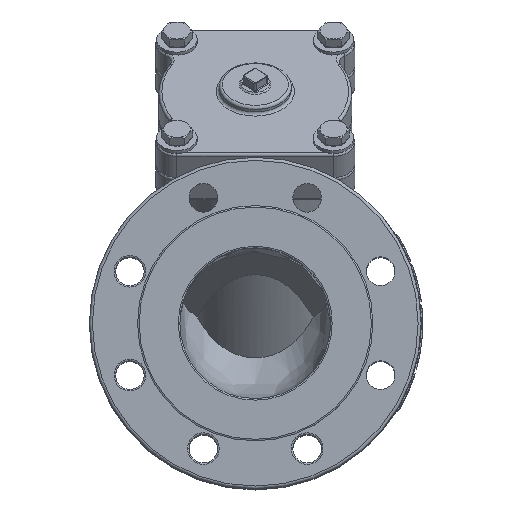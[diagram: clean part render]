
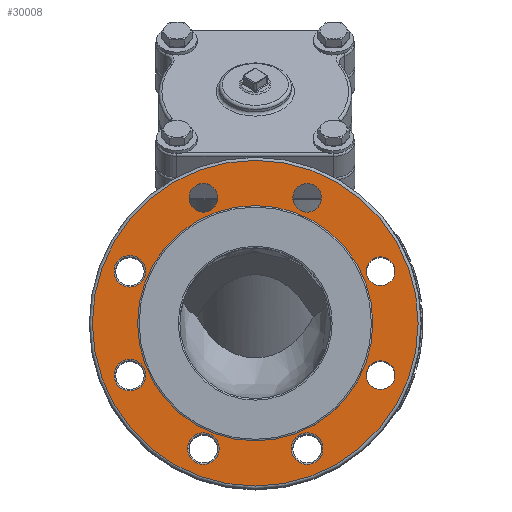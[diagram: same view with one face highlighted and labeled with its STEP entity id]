
A CAD part, top view. The second image highlights one B-rep face of the part: STEP entity #30008.
In plain terms, the highlighted planar face has unit normal (0, 0, 1).
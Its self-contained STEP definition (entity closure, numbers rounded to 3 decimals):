
#6653=FACE_BOUND('',#10016,.T.);
#6654=FACE_BOUND('',#10017,.T.);
#6655=FACE_BOUND('',#10018,.T.);
#6656=FACE_BOUND('',#10019,.T.);
#6657=FACE_BOUND('',#10020,.T.);
#6658=FACE_BOUND('',#10021,.T.);
#6659=FACE_BOUND('',#10022,.T.);
#6660=FACE_BOUND('',#10023,.T.);
#6661=FACE_BOUND('',#10024,.T.);
#8218=FACE_OUTER_BOUND('',#10015,.T.);
#10015=EDGE_LOOP('',(#25701));
#10016=EDGE_LOOP('',(#25702));
#10017=EDGE_LOOP('',(#25703));
#10018=EDGE_LOOP('',(#25704));
#10019=EDGE_LOOP('',(#25705));
#10020=EDGE_LOOP('',(#25706));
#10021=EDGE_LOOP('',(#25707));
#10022=EDGE_LOOP('',(#25708));
#10023=EDGE_LOOP('',(#25709));
#10024=EDGE_LOOP('',(#25710));
#10780=CIRCLE('',#31459,10.5);
#10781=CIRCLE('',#31461,108.);
#10782=CIRCLE('',#31462,10.5);
#10783=CIRCLE('',#31463,10.5);
#10784=CIRCLE('',#31464,78.);
#10785=CIRCLE('',#31465,9.5);
#10786=CIRCLE('',#31466,9.5);
#10787=CIRCLE('',#31467,9.5);
#10788=CIRCLE('',#31468,9.5);
#10789=CIRCLE('',#31469,10.5);
#13570=VERTEX_POINT('',#64461);
#13571=VERTEX_POINT('',#64464);
#13572=VERTEX_POINT('',#64466);
#13573=VERTEX_POINT('',#64468);
#13574=VERTEX_POINT('',#64470);
#13575=VERTEX_POINT('',#64472);
#13576=VERTEX_POINT('',#64474);
#13577=VERTEX_POINT('',#64476);
#13578=VERTEX_POINT('',#64478);
#13579=VERTEX_POINT('',#64480);
#17662=EDGE_CURVE('',#13570,#13570,#10780,.T.);
#17663=EDGE_CURVE('',#13571,#13571,#10781,.T.);
#17664=EDGE_CURVE('',#13572,#13572,#10782,.T.);
#17665=EDGE_CURVE('',#13573,#13573,#10783,.T.);
#17666=EDGE_CURVE('',#13574,#13574,#10784,.T.);
#17667=EDGE_CURVE('',#13575,#13575,#10785,.T.);
#17668=EDGE_CURVE('',#13576,#13576,#10786,.T.);
#17669=EDGE_CURVE('',#13577,#13577,#10787,.T.);
#17670=EDGE_CURVE('',#13578,#13578,#10788,.T.);
#17671=EDGE_CURVE('',#13579,#13579,#10789,.T.);
#25701=ORIENTED_EDGE('',*,*,#17663,.F.);
#25702=ORIENTED_EDGE('',*,*,#17664,.F.);
#25703=ORIENTED_EDGE('',*,*,#17665,.F.);
#25704=ORIENTED_EDGE('',*,*,#17666,.F.);
#25705=ORIENTED_EDGE('',*,*,#17667,.T.);
#25706=ORIENTED_EDGE('',*,*,#17668,.T.);
#25707=ORIENTED_EDGE('',*,*,#17669,.T.);
#25708=ORIENTED_EDGE('',*,*,#17670,.T.);
#25709=ORIENTED_EDGE('',*,*,#17671,.F.);
#25710=ORIENTED_EDGE('',*,*,#17662,.F.);
#26874=PLANE('',#31460);
#30008=ADVANCED_FACE('',(#8218,#6653,#6654,#6655,#6656,#6657,#6658,#6659,
#6660,#6661),#26874,.T.);
#31459=AXIS2_PLACEMENT_3D('',#64462,#36272,#36273);
#31460=AXIS2_PLACEMENT_3D('',#64463,#36274,#36275);
#31461=AXIS2_PLACEMENT_3D('',#64465,#36276,#36277);
#31462=AXIS2_PLACEMENT_3D('',#64467,#36278,#36279);
#31463=AXIS2_PLACEMENT_3D('',#64469,#36280,#36281);
#31464=AXIS2_PLACEMENT_3D('',#64471,#36282,#36283);
#31465=AXIS2_PLACEMENT_3D('',#64473,#36284,#36285);
#31466=AXIS2_PLACEMENT_3D('',#64475,#36286,#36287);
#31467=AXIS2_PLACEMENT_3D('',#64477,#36288,#36289);
#31468=AXIS2_PLACEMENT_3D('',#64479,#36290,#36291);
#31469=AXIS2_PLACEMENT_3D('',#64481,#36292,#36293);
#36272=DIRECTION('center_axis',(0.,0.,1.));
#36273=DIRECTION('ref_axis',(0.707,0.707,0.));
#36274=DIRECTION('center_axis',(0.,0.,1.));
#36275=DIRECTION('ref_axis',(1.,0.,0.));
#36276=DIRECTION('center_axis',(0.,0.,-1.));
#36277=DIRECTION('ref_axis',(-1.,0.,0.));
#36278=DIRECTION('center_axis',(0.,0.,1.));
#36279=DIRECTION('ref_axis',(0.,1.,0.));
#36280=DIRECTION('center_axis',(0.,0.,1.));
#36281=DIRECTION('ref_axis',(1.,0.,0.));
#36282=DIRECTION('center_axis',(0.,0.,1.));
#36283=DIRECTION('ref_axis',(-1.,0.,0.));
#36284=DIRECTION('center_axis',(0.,0.,-1.));
#36285=DIRECTION('ref_axis',(1.,0.,0.));
#36286=DIRECTION('center_axis',(0.,0.,-1.));
#36287=DIRECTION('ref_axis',(0.707,0.707,0.));
#36288=DIRECTION('center_axis',(0.,0.,-1.));
#36289=DIRECTION('ref_axis',(0.,1.,0.));
#36290=DIRECTION('center_axis',(0.,0.,-1.));
#36291=DIRECTION('ref_axis',(-0.707,0.707,0.));
#36292=DIRECTION('center_axis',(0.,0.,1.));
#36293=DIRECTION('ref_axis',(-0.707,0.707,0.));
#64461=CARTESIAN_POINT('',(-90.574,-41.866,347.));
#64462=CARTESIAN_POINT('Origin',(-83.149,-34.442,347.));
#64463=CARTESIAN_POINT('Origin',(0.,0.,347.));
#64464=CARTESIAN_POINT('',(108.,0.,347.));
#64465=CARTESIAN_POINT('Origin',(0.,0.,347.));
#64466=CARTESIAN_POINT('',(-34.442,-93.649,347.));
#64467=CARTESIAN_POINT('Origin',(-34.442,-83.149,347.));
#64468=CARTESIAN_POINT('',(-93.649,34.442,347.));
#64469=CARTESIAN_POINT('Origin',(-83.149,34.442,347.));
#64470=CARTESIAN_POINT('',(78.,0.,347.));
#64471=CARTESIAN_POINT('Origin',(0.,0.,347.));
#64472=CARTESIAN_POINT('',(92.649,-34.442,347.));
#64473=CARTESIAN_POINT('Origin',(83.149,-34.442,347.));
#64474=CARTESIAN_POINT('',(89.867,41.159,347.));
#64475=CARTESIAN_POINT('Origin',(83.149,34.442,347.));
#64476=CARTESIAN_POINT('',(34.442,92.649,347.));
#64477=CARTESIAN_POINT('Origin',(34.442,83.149,347.));
#64478=CARTESIAN_POINT('',(-41.159,89.867,347.));
#64479=CARTESIAN_POINT('Origin',(-34.442,83.149,347.));
#64480=CARTESIAN_POINT('',(41.866,-90.574,347.));
#64481=CARTESIAN_POINT('Origin',(34.442,-83.149,347.));
